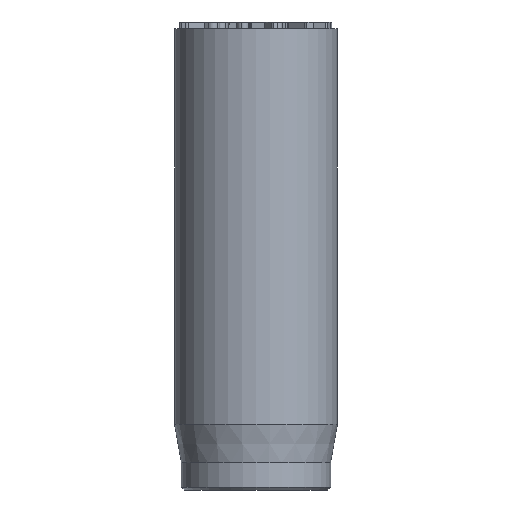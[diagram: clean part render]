
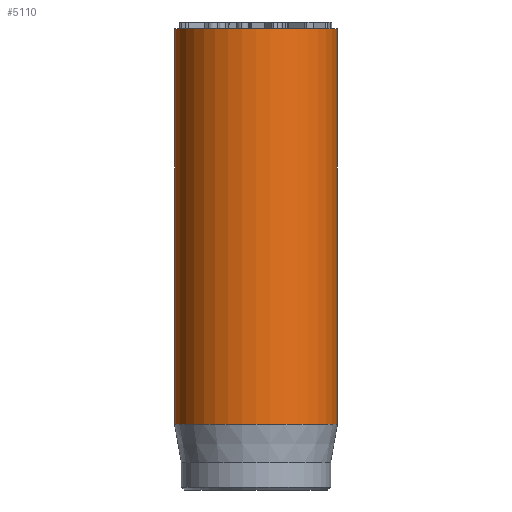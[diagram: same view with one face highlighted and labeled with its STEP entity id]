
A CAD part, front view. The second image highlights one B-rep face of the part: STEP entity #5110.
In plain terms, the highlighted cylindrical face has radius 3 mm (diameter 6 mm), a full revolution.
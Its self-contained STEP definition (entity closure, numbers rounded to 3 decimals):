
#32=CYLINDRICAL_SURFACE('',#5326,3.);
#46=CIRCLE('',#5294,3.);
#62=CIRCLE('',#5324,3.);
#63=CIRCLE('',#5325,3.);
#470=FACE_OUTER_BOUND('',#768,.T.);
#768=EDGE_LOOP('',(#4598,#4599,#4600,#4601,#4602));
#1188=LINE('',#9419,#1616);
#1616=VECTOR('',#6019,3.);
#2394=VERTEX_POINT('',#9359);
#2410=VERTEX_POINT('',#9413);
#2411=VERTEX_POINT('',#9414);
#3121=EDGE_CURVE('',#2394,#2394,#46,.T.);
#3145=EDGE_CURVE('',#2410,#2411,#62,.T.);
#3146=EDGE_CURVE('',#2411,#2410,#63,.T.);
#3148=EDGE_CURVE('',#2394,#2410,#1188,.T.);
#4598=ORIENTED_EDGE('',*,*,#3121,.T.);
#4599=ORIENTED_EDGE('',*,*,#3148,.T.);
#4600=ORIENTED_EDGE('',*,*,#3145,.T.);
#4601=ORIENTED_EDGE('',*,*,#3146,.T.);
#4602=ORIENTED_EDGE('',*,*,#3148,.F.);
#5110=ADVANCED_FACE('',(#470),#32,.T.);
#5294=AXIS2_PLACEMENT_3D('',#9360,#5944,#5945);
#5324=AXIS2_PLACEMENT_3D('',#9415,#6012,#6013);
#5325=AXIS2_PLACEMENT_3D('',#9416,#6014,#6015);
#5326=AXIS2_PLACEMENT_3D('',#9418,#6017,#6018);
#5944=DIRECTION('center_axis',(0.,0.,-1.));
#5945=DIRECTION('ref_axis',(-1.,0.,0.));
#6012=DIRECTION('center_axis',(0.,0.,1.));
#6013=DIRECTION('ref_axis',(-1.,0.,0.));
#6014=DIRECTION('center_axis',(0.,0.,1.));
#6015=DIRECTION('ref_axis',(-1.,0.,0.));
#6017=DIRECTION('center_axis',(0.,0.,1.));
#6018=DIRECTION('ref_axis',(-1.,0.,0.));
#6019=DIRECTION('',(0.,0.,-1.));
#9359=CARTESIAN_POINT('',(3.,0.,17.));
#9360=CARTESIAN_POINT('Origin',(0.,0.,17.));
#9413=CARTESIAN_POINT('',(3.,0.,2.418));
#9414=CARTESIAN_POINT('',(-3.,0.,2.418));
#9415=CARTESIAN_POINT('Origin',(0.,0.,2.418));
#9416=CARTESIAN_POINT('Origin',(0.,0.,2.418));
#9418=CARTESIAN_POINT('Origin',(0.,0.,0.));
#9419=CARTESIAN_POINT('',(3.,0.,0.));
